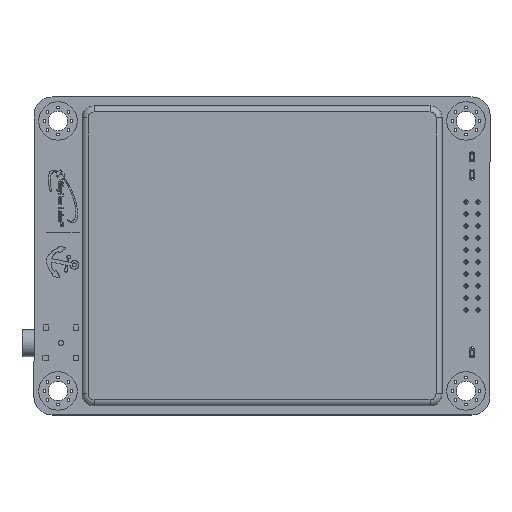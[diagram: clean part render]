
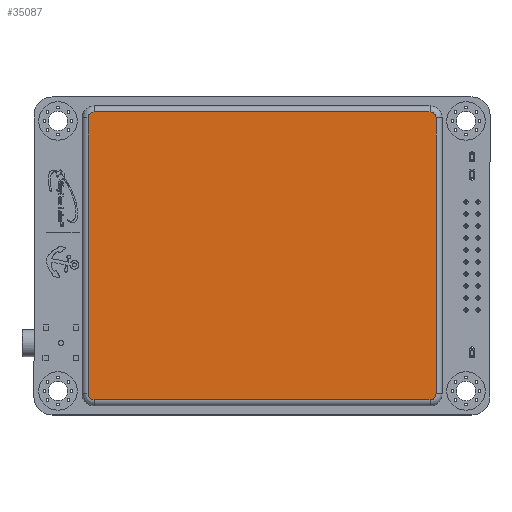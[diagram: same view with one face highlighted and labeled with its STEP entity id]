
A CAD part, top view. The second image highlights one B-rep face of the part: STEP entity #35087.
In plain terms, the highlighted planar face has unit normal (0, 0, 1).
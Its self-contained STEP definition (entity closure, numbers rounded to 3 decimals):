
#1855=PLANE('',#37512);
#3553=FACE_OUTER_BOUND('',#5591,.T.);
#5591=EDGE_LOOP('',(#32028,#32029,#32030,#32031,#32032,#32033,#32034,#32035));
#9870=LINE('',#55508,#14327);
#9871=LINE('',#55527,#14328);
#9873=LINE('',#55547,#14330);
#9875=LINE('',#55567,#14332);
#14327=VECTOR('',#45532,10.);
#14328=VECTOR('',#45543,10.);
#14330=VECTOR('',#45555,10.);
#14332=VECTOR('',#45567,10.);
#15055=CIRCLE('',#37490,1.);
#15059=CIRCLE('',#37495,1.);
#15063=CIRCLE('',#37500,1.);
#15066=CIRCLE('',#37504,1.);
#18056=VERTEX_POINT('',#55501);
#18059=VERTEX_POINT('',#55506);
#18061=VERTEX_POINT('',#55519);
#18063=VERTEX_POINT('',#55525);
#18065=VERTEX_POINT('',#55539);
#18067=VERTEX_POINT('',#55545);
#18069=VERTEX_POINT('',#55559);
#18071=VERTEX_POINT('',#55565);
#22761=EDGE_CURVE('',#18059,#18056,#9870,.T.);
#22763=EDGE_CURVE('',#18061,#18059,#15055,.T.);
#22766=EDGE_CURVE('',#18063,#18061,#9871,.T.);
#22769=EDGE_CURVE('',#18065,#18063,#15059,.T.);
#22772=EDGE_CURVE('',#18067,#18065,#9873,.T.);
#22775=EDGE_CURVE('',#18069,#18067,#15063,.T.);
#22778=EDGE_CURVE('',#18071,#18069,#9875,.T.);
#22780=EDGE_CURVE('',#18056,#18071,#15066,.T.);
#32028=ORIENTED_EDGE('',*,*,#22761,.F.);
#32029=ORIENTED_EDGE('',*,*,#22763,.F.);
#32030=ORIENTED_EDGE('',*,*,#22766,.F.);
#32031=ORIENTED_EDGE('',*,*,#22769,.F.);
#32032=ORIENTED_EDGE('',*,*,#22772,.F.);
#32033=ORIENTED_EDGE('',*,*,#22775,.F.);
#32034=ORIENTED_EDGE('',*,*,#22778,.F.);
#32035=ORIENTED_EDGE('',*,*,#22780,.F.);
#35087=ADVANCED_FACE('',(#3553),#1855,.T.);
#37490=AXIS2_PLACEMENT_3D('',#55521,#45535,#45536);
#37495=AXIS2_PLACEMENT_3D('',#55541,#45547,#45548);
#37500=AXIS2_PLACEMENT_3D('',#55561,#45559,#45560);
#37504=AXIS2_PLACEMENT_3D('',#55578,#45569,#45570);
#37512=AXIS2_PLACEMENT_3D('',#55598,#45592,#45593);
#45532=DIRECTION('',(1.,0.,0.));
#45535=DIRECTION('center_axis',(0.,0.,-1.));
#45536=DIRECTION('ref_axis',(-0.707,0.707,0.));
#45543=DIRECTION('',(0.,1.,0.));
#45547=DIRECTION('center_axis',(0.,0.,-1.));
#45548=DIRECTION('ref_axis',(-0.707,-0.707,0.));
#45555=DIRECTION('',(-1.,0.,0.));
#45559=DIRECTION('center_axis',(0.,0.,-1.));
#45560=DIRECTION('ref_axis',(0.707,-0.707,0.));
#45567=DIRECTION('',(0.,-1.,0.));
#45569=DIRECTION('center_axis',(0.,0.,-1.));
#45570=DIRECTION('ref_axis',(0.707,0.707,0.));
#45592=DIRECTION('center_axis',(0.,0.,1.));
#45593=DIRECTION('ref_axis',(1.,0.,0.));
#55501=CARTESIAN_POINT('',(28.,24.,5.));
#55506=CARTESIAN_POINT('',(-28.,24.,5.));
#55508=CARTESIAN_POINT('',(14.,24.,5.));
#55519=CARTESIAN_POINT('',(-29.,23.,5.));
#55521=CARTESIAN_POINT('Origin',(-28.,23.,5.));
#55525=CARTESIAN_POINT('',(-29.,-23.,5.));
#55527=CARTESIAN_POINT('',(-29.,11.5,5.));
#55539=CARTESIAN_POINT('',(-28.,-24.,5.));
#55541=CARTESIAN_POINT('Origin',(-28.,-23.,5.));
#55545=CARTESIAN_POINT('',(28.,-24.,5.));
#55547=CARTESIAN_POINT('',(-14.,-24.,5.));
#55559=CARTESIAN_POINT('',(29.,-23.,5.));
#55561=CARTESIAN_POINT('Origin',(28.,-23.,5.));
#55565=CARTESIAN_POINT('',(29.,23.,5.));
#55567=CARTESIAN_POINT('',(29.,-11.5,5.));
#55578=CARTESIAN_POINT('Origin',(28.,23.,5.));
#55598=CARTESIAN_POINT('Origin',(0.,0.,
5.));
